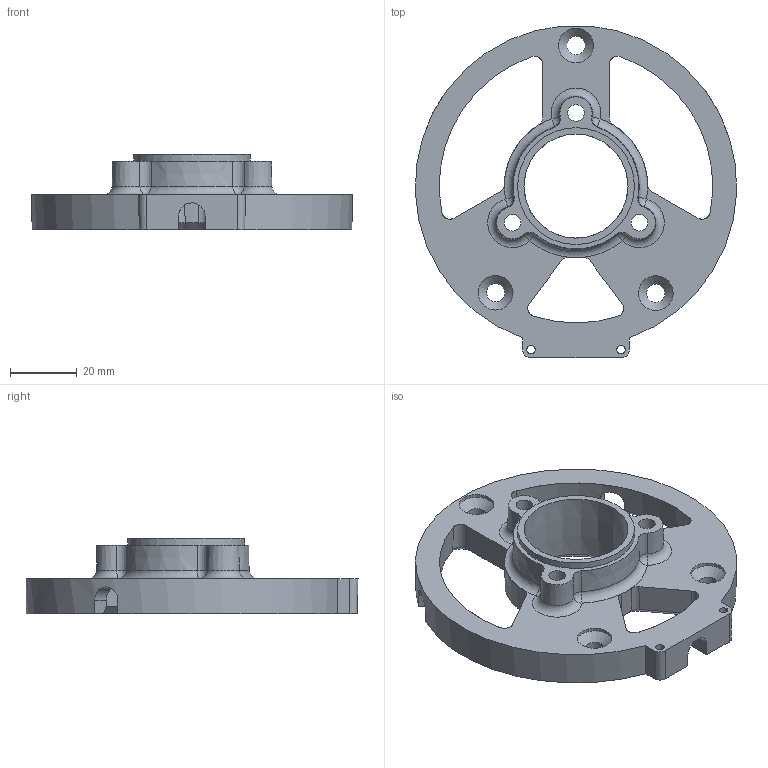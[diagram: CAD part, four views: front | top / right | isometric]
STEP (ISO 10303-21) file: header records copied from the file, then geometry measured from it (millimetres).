
FILE_DESCRIPTION(/* description */ (''),/* implementation_level */ '2;1');
FILE_NAME(/* name */ 'allumage chang jiang 2 v1.step',/* time_stamp */ '2018-09-21T18:27:04+02:00',/* author */ ('sikolenski'),/* organization */ (''),/* preprocessor_version */ 'ST-DEVELOPER v17.2',/* originating_system */ 'Autodesk Translation Framework v7.6.0.251',/* authorisation */ '');
FILE_SCHEMA (('AUTOMOTIVE_DESIGN { 1 0 10303 214 3 1 1 }'));
Length unit declared in the file: millimetre
Products named in the file (3): allumage chang jiang 2; volant changjiang_jupiter_2_lost-PLA; adaptateur changjiang_jupiter_V2
Assembly tree (2 placements, depth 2):
  allumage chang jiang 2
    volant changjiang_jupiter_2_lost-PLA
    adaptateur changjiang_jupiter_V2
Bounding box: 96.27 x 99.51 x 22.5 mm (x, y, z)
Volume: 48157.6 mm3; surface area: 20378.6 mm2
Topology: 1 solids, 1 shells, 135 faces, 350 edges, 216 vertices
Faces by surface type: cone 35, cylinder 33, plane 31, bspline 30, torus 6
Full cylindrical faces by diameter (mm): 2.5 x2, 5 x3, 5.5 x3, 10.4 x3, 35 x1
Entity records: 6347 total; most frequent: CARTESIAN_POINT 3012, ORIENTED_EDGE 700, DIRECTION 660, EDGE_CURVE 350, AXIS2_PLACEMENT_3D 251, VERTEX_POINT 216, EDGE_LOOP 158, LINE 158
